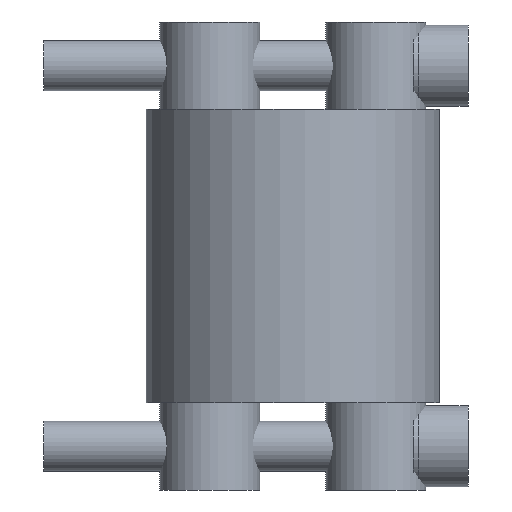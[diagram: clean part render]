
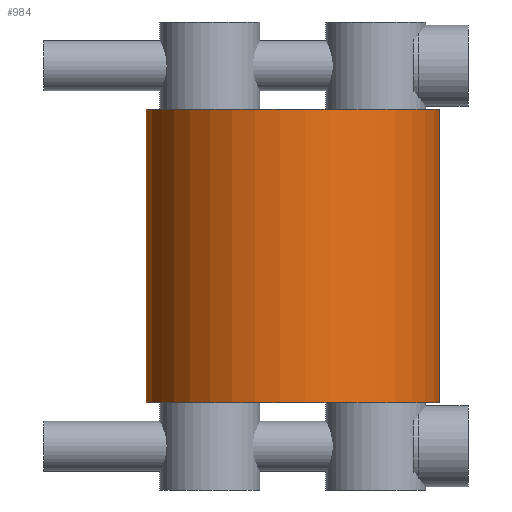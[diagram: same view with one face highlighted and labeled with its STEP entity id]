
A CAD part, front view. The second image highlights one B-rep face of the part: STEP entity #984.
In plain terms, the highlighted cylindrical face has radius 23.5 mm (diameter 47 mm), a partial arc.
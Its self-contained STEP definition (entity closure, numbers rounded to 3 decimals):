
#96=FACE_OUTER_BOUND('',#160,.T.);
#160=EDGE_LOOP('',(#766,#767,#768,#769));
#230=LINE('',#1633,#301);
#231=LINE('',#1637,#302);
#301=VECTOR('',#1314,10.);
#302=VECTOR('',#1319,10.);
#374=CIRCLE('',#1084,23.5);
#385=CIRCLE('',#1106,23.5);
#445=VERTEX_POINT('',#1577);
#446=VERTEX_POINT('',#1579);
#462=VERTEX_POINT('',#1631);
#463=VERTEX_POINT('',#1635);
#553=EDGE_CURVE('',#445,#446,#374,.T.);
#580=EDGE_CURVE('',#445,#462,#230,.T.);
#581=EDGE_CURVE('',#463,#462,#385,.T.);
#582=EDGE_CURVE('',#446,#463,#231,.T.);
#766=ORIENTED_EDGE('',*,*,#580,.T.);
#767=ORIENTED_EDGE('',*,*,#581,.F.);
#768=ORIENTED_EDGE('',*,*,#582,.F.);
#769=ORIENTED_EDGE('',*,*,#553,.F.);
#955=CYLINDRICAL_SURFACE('',#1105,23.5);
#984=ADVANCED_FACE('',(#96),#955,.T.);
#1084=AXIS2_PLACEMENT_3D('',#1580,#1256,#1257);
#1105=AXIS2_PLACEMENT_3D('',#1634,#1315,#1316);
#1106=AXIS2_PLACEMENT_3D('',#1636,#1317,#1318);
#1256=DIRECTION('center_axis',(0.,0.,-1.));
#1257=DIRECTION('ref_axis',(-0.998,0.061,0.));
#1314=DIRECTION('',(0.,0.,1.));
#1315=DIRECTION('center_axis',(0.,0.,1.));
#1316=DIRECTION('ref_axis',(0.,-1.,0.));
#1317=DIRECTION('center_axis',(0.,0.,1.));
#1318=DIRECTION('ref_axis',(-0.998,0.061,0.));
#1319=DIRECTION('',(0.,0.,1.));
#1577=CARTESIAN_POINT('',(23.456,1.444,-23.5));
#1579=CARTESIAN_POINT('',(-23.456,1.444,-23.5));
#1580=CARTESIAN_POINT('Origin',(0.,0.,-23.5));
#1631=CARTESIAN_POINT('',(23.456,1.444,23.5));
#1633=CARTESIAN_POINT('',(23.456,1.444,0.));
#1634=CARTESIAN_POINT('Origin',(0.,0.,0.));
#1635=CARTESIAN_POINT('',(-23.456,1.444,23.5));
#1636=CARTESIAN_POINT('Origin',(0.,0.,23.5));
#1637=CARTESIAN_POINT('',(-23.456,1.444,0.));
